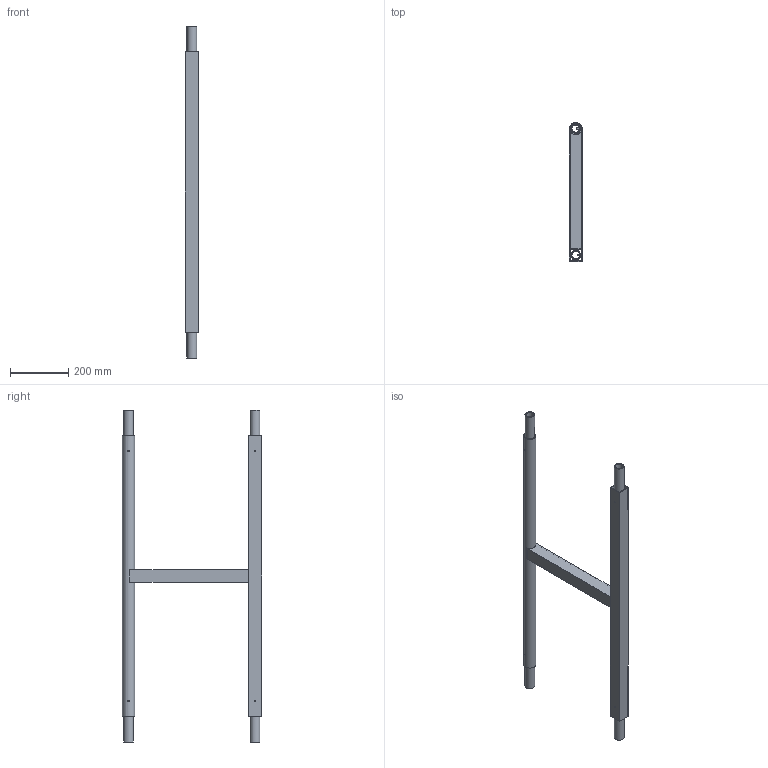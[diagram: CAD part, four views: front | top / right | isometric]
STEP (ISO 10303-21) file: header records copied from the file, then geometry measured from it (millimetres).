
FILE_DESCRIPTION(/* description */ (''),/* implementation_level */ '2;1');
FILE_NAME(/* name */ 'GE-18111.iam.stp',/* time_stamp */ '2018-01-01T11:23:51-08:00',/* author */ ('PhillipD'),/* organization */ (''),/* preprocessor_version */ 'ST-DEVELOPER v16.13',/* originating_system */ 'Autodesk Inventor 2018',/* authorisation */ '');
FILE_SCHEMA (('AUTOMOTIVE_DESIGN { 1 0 10303 214 3 1 1 }'));
Length unit declared in the file: inch
Products named in the file (7): GE-18111; GE-18053; GE-18053-01; GE-18053-02; GE-18053-03; GE-18086; rivet_.1875_.376-.5
Assembly tree (12 placements, depth 3):
  GE-18111
    GE-18053
      GE-18053-01
      GE-18053-02
      GE-18053-03
    GE-18086  x4
    rivet_.1875_.376-.5  x4
Bounding box: 46.05 x 476.25 x 1136.65 mm (x, y, z)
Volume: 1369019.2 mm3; surface area: 832602.3 mm2
Topology: 11 solids, 11 shells, 78 faces, 168 edges, 116 vertices
Faces by surface type: plane 43, cylinder 31, torus 4
Full cylindrical faces by diameter (mm): 4.762 x4, 4.915 x8, 4.978 x8, 26.645 x4, 33.401 x4, 35.052 x1, 42.164 x1
Entity records: 1991 total; most frequent: CARTESIAN_POINT 614, DIRECTION 226, ORIENTED_EDGE 172, EDGE_LOOP 90, AXIS2_PLACEMENT_3D 88, EDGE_CURVE 86, VERTEX_POINT 68, LINE 50
